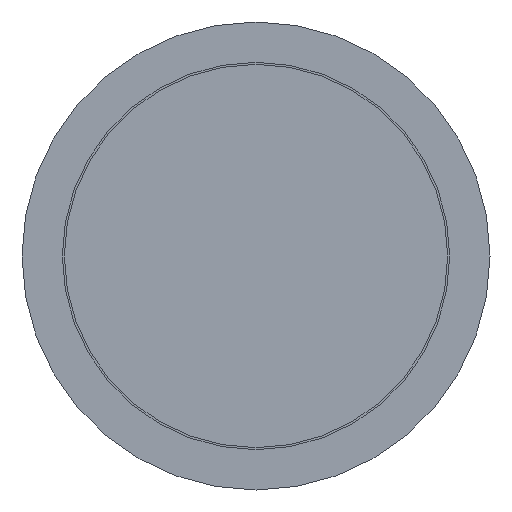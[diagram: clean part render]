
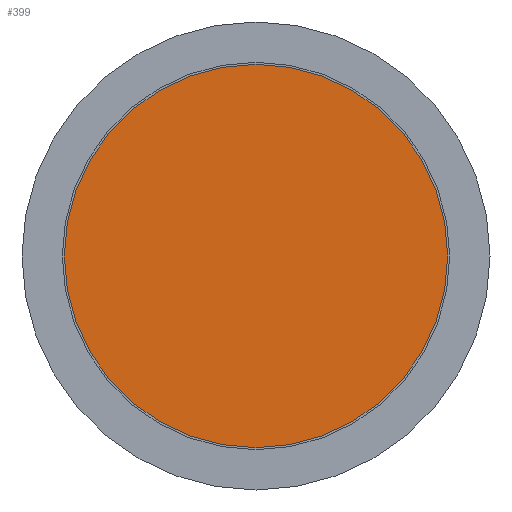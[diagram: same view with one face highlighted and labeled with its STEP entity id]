
A CAD part, front view. The second image highlights one B-rep face of the part: STEP entity #399.
In plain terms, the highlighted planar face has unit normal (0, -1, 0).
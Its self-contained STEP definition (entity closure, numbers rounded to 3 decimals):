
#38 = CARTESIAN_POINT ( 'NONE',  ( 0., 0., -23.75 ) ) ;
#61 = CARTESIAN_POINT ( 'NONE',  ( 0., 0., 0. ) ) ;
#67 = FACE_OUTER_BOUND ( 'NONE', #230, .T. ) ;
#105 = DIRECTION ( 'NONE',  ( 0., -1., 0. ) ) ;
#208 = EDGE_CURVE ( 'NONE', #425, #425, #221, .T. ) ;
#212 = ORIENTED_EDGE ( 'NONE', *, *, #208, .T. ) ;
#221 = CIRCLE ( 'NONE', #350, 23.75 ) ;
#230 = EDGE_LOOP ( 'NONE', ( #212 ) ) ;
#232 = DIRECTION ( 'NONE',  ( 0., 0., -1. ) ) ;
#242 = CARTESIAN_POINT ( 'NONE',  ( -23.75, 0., 0. ) ) ;
#348 = AXIS2_PLACEMENT_3D ( 'NONE', #242, #448, #365 ) ;
#350 = AXIS2_PLACEMENT_3D ( 'NONE', #61, #105, #232 ) ;
#365 = DIRECTION ( 'NONE',  ( 0., 0., 1. ) ) ;
#399 = ADVANCED_FACE ( 'NONE', ( #67 ), #408, .F. ) ;
#408 = PLANE ( 'NONE',  #348 ) ;
#425 = VERTEX_POINT ( 'NONE', #38 ) ;
#448 = DIRECTION ( 'NONE',  ( 0., 1., 0. ) ) ;
